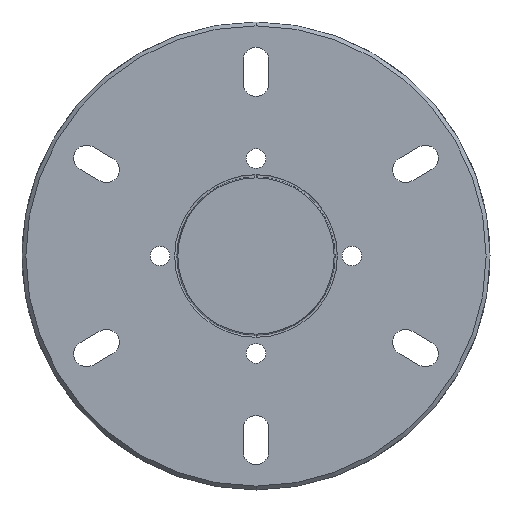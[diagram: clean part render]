
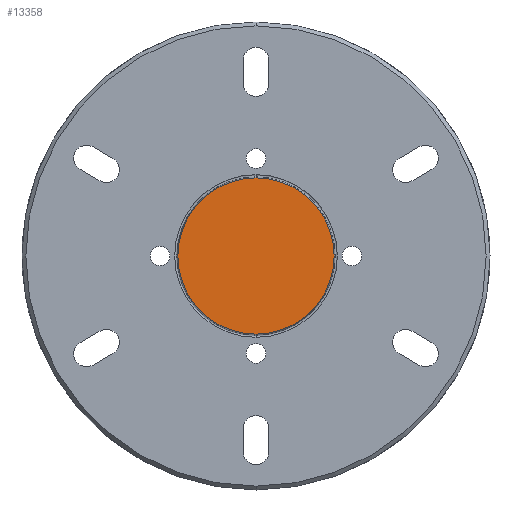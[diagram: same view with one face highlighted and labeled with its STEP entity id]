
A CAD part, front view. The second image highlights one B-rep face of the part: STEP entity #13358.
In plain terms, the highlighted planar face has unit normal (0, -1, 0).
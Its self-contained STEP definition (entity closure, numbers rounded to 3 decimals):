
#480 = PLANE ( 'NONE',  #15775 ) ;
#1612 = CARTESIAN_POINT ( 'NONE',  ( 0., -10., 0. ) ) ;
#1741 = VERTEX_POINT ( 'NONE', #3789 ) ;
#3789 = CARTESIAN_POINT ( 'NONE',  ( 0., -10., 40.727 ) ) ;
#3818 = AXIS2_PLACEMENT_3D ( 'NONE', #1612, #24847, #18689 ) ;
#4515 = CIRCLE ( 'NONE', #13074, 40.727 ) ;
#5032 = DIRECTION ( 'NONE',  ( 0., -1., 0. ) ) ;
#7966 = CARTESIAN_POINT ( 'NONE',  ( 0., -10., -40.727 ) ) ;
#8153 = EDGE_CURVE ( 'NONE', #31073, #1741, #19105, .T. ) ;
#10539 = ORIENTED_EDGE ( 'NONE', *, *, #37059, .T. ) ;
#10950 = DIRECTION ( 'NONE',  ( 0., 0., -1. ) ) ;
#13074 = AXIS2_PLACEMENT_3D ( 'NONE', #19378, #5032, #10950 ) ;
#13358 = ADVANCED_FACE ( 'NONE', ( #32748 ), #480, .T. ) ;
#15775 = AXIS2_PLACEMENT_3D ( 'NONE', #26751, #23882, #26562 ) ;
#16464 = EDGE_LOOP ( 'NONE', ( #10539, #20394 ) ) ;
#18689 = DIRECTION ( 'NONE',  ( 0., 0., -1. ) ) ;
#19105 = CIRCLE ( 'NONE', #3818, 40.727 ) ;
#19378 = CARTESIAN_POINT ( 'NONE',  ( 0., -10., 0. ) ) ;
#20394 = ORIENTED_EDGE ( 'NONE', *, *, #8153, .T. ) ;
#23882 = DIRECTION ( 'NONE',  ( 0., -1., 0. ) ) ;
#24847 = DIRECTION ( 'NONE',  ( 0., -1., 0. ) ) ;
#26562 = DIRECTION ( 'NONE',  ( 0., 0., -1. ) ) ;
#26751 = CARTESIAN_POINT ( 'NONE',  ( 0., -10., 0. ) ) ;
#31073 = VERTEX_POINT ( 'NONE', #7966 ) ;
#32748 = FACE_OUTER_BOUND ( 'NONE', #16464, .T. ) ;
#37059 = EDGE_CURVE ( 'NONE', #1741, #31073, #4515, .T. ) ;
